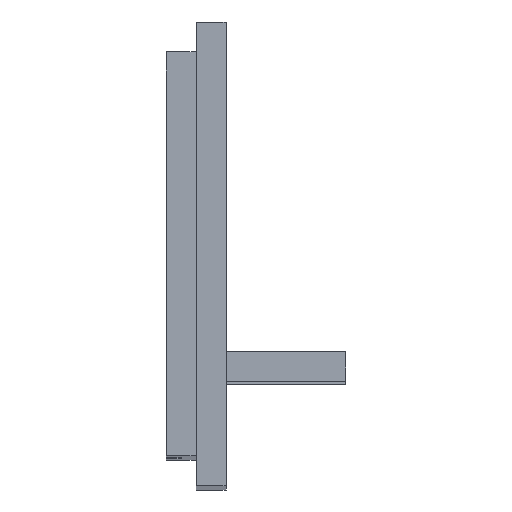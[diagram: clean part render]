
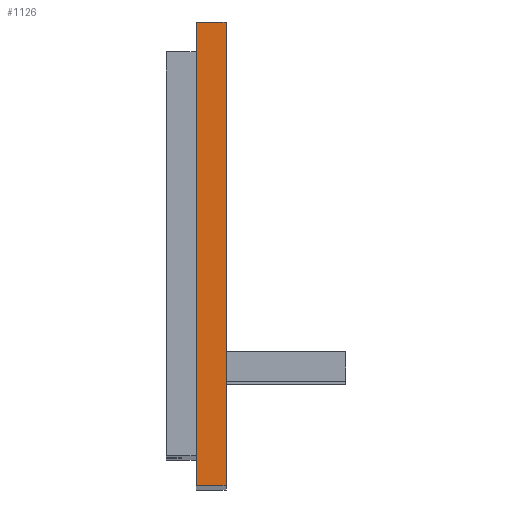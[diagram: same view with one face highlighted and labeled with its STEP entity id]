
A CAD part, top view. The second image highlights one B-rep face of the part: STEP entity #1126.
In plain terms, the highlighted face is planar.
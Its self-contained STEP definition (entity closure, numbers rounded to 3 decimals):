
#72=ORIENTED_EDGE('',*,*,#346,.T.);
#73=ORIENTED_EDGE('',*,*,#379,.F.);
#74=ORIENTED_EDGE('',*,*,#370,.F.);
#75=ORIENTED_EDGE('',*,*,#378,.T.);
#346=EDGE_CURVE('',#503,#502,#606,.T.);
#370=EDGE_CURVE('',#526,#527,#630,.T.);
#378=EDGE_CURVE('',#526,#503,#638,.T.);
#379=EDGE_CURVE('',#527,#502,#639,.T.);
#502=VERTEX_POINT('',#1574);
#503=VERTEX_POINT('',#1576);
#526=VERTEX_POINT('',#1625);
#527=VERTEX_POINT('',#1627);
#606=LINE('',#1575,#762);
#630=LINE('',#1626,#786);
#638=LINE('',#1641,#794);
#639=LINE('',#1643,#795);
#762=VECTOR('',#1278,1000.);
#786=VECTOR('',#1308,1000.);
#794=VECTOR('',#1320,1000.);
#795=VECTOR('',#1323,1000.);
#920=EDGE_LOOP('',(#72,#73,#74,#75));
#994=FACE_BOUND('',#920,.T.);
#1062=PLANE('',#1205);
#1126=ADVANCED_FACE('',(#994),#1062,.F.);
#1205=AXIS2_PLACEMENT_3D('',#1642,#1321,#1322);
#1278=DIRECTION('',(1.,0.,0.));
#1308=DIRECTION('',(1.,0.,0.));
#1320=DIRECTION('',(0.,1.,0.));
#1321=DIRECTION('',(0.,0.,1.));
#1322=DIRECTION('',(0.,-1.,0.));
#1323=DIRECTION('',(0.,1.,0.));
#1574=CARTESIAN_POINT('',(31.,0.,0.));
#1575=CARTESIAN_POINT('',(0.,0.,0.));
#1576=CARTESIAN_POINT('',(0.,0.,0.));
#1625=CARTESIAN_POINT('',(0.,-2.,0.));
#1626=CARTESIAN_POINT('',(0.,-2.,0.));
#1627=CARTESIAN_POINT('',(31.,-2.,0.));
#1641=CARTESIAN_POINT('',(0.,-2.,0.));
#1642=CARTESIAN_POINT('',(0.,-2.,0.));
#1643=CARTESIAN_POINT('',(31.,-2.,0.));
